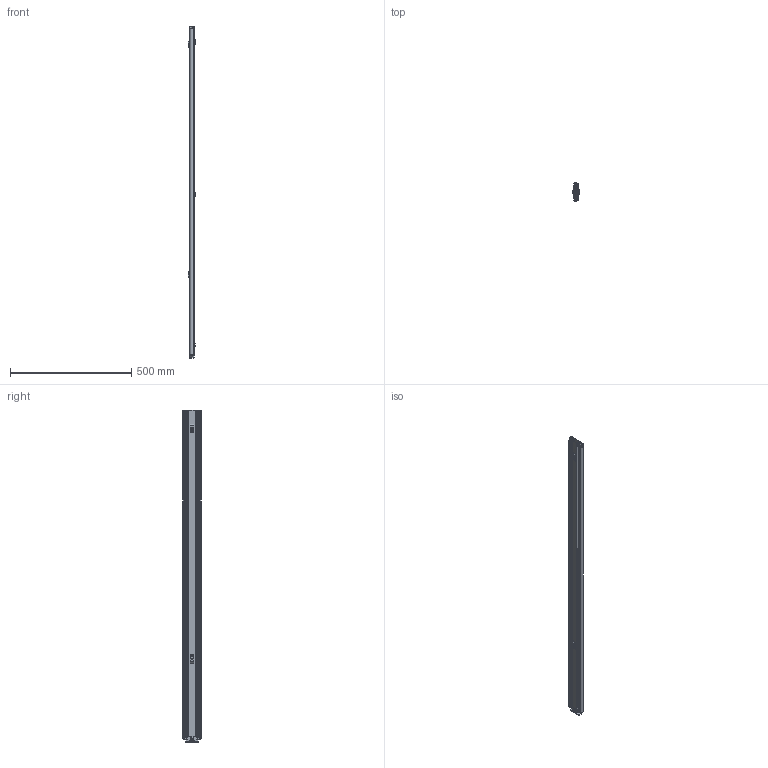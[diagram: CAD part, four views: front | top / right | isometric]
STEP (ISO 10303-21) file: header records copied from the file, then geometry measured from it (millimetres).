
FILE_DESCRIPTION (( 'STEP AP214' ), '1' );
FILE_NAME ('FR_5400_SMT.1372mm_54inch_1,9_closed_right.STEP', '2022-10-27T09:39:41', ( '' ), ( '' ), 'SwSTEP 2.0', 'SolidWorks 2020', '' );
FILE_SCHEMA (( 'AUTOMOTIVE_DESIGN' ));
Length unit declared in the file: millimetre
Products named in the file (8): 5400.XXX-01.T115 RIGHT_NL 54; 5400.XXX-03.T115_NL 54; FR_5400_SMT.1372mm_54inch_1,9_closed_right; 5400 Stop; 5400.XXX-02.T115_NL 54
Assembly tree (7 placements, depth 3):
  FR_5400_SMT.1372mm_54inch_1,9_closed_right
    5400.XXX-01.T115 RIGHT_NL 54
      5400.XXX-01.T115 RIGHT_NL 54
    5400.XXX-03.T115_NL 54
      5400.XXX-03.T115_NL 54
    5400.XXX-02.T115_NL 54
      5400.XXX-02.T115_NL 54
      5400 Stop
Bounding box: 30.39 x 76.19 x 1371.6 mm (x, y, z)
Volume: 887207.2 mm3; surface area: 750702.9 mm2
Topology: 4 solids, 4 shells, 621 faces, 1632 edges, 1004 vertices
Faces by surface type: plane 384, cylinder 216, bspline 21
Entity records: 19465 total; most frequent: CARTESIAN_POINT 3837, ORIENTED_EDGE 3264, DIRECTION 3194, EDGE_CURVE 1632, VECTOR 1136, LINE 1136, AXIS2_PLACEMENT_3D 1029, VERTEX_POINT 1004
